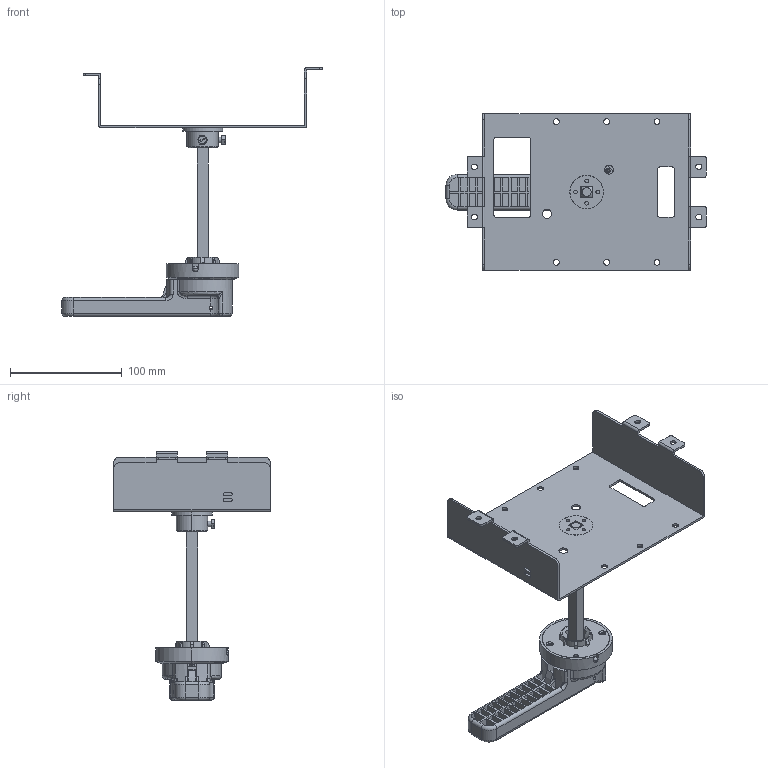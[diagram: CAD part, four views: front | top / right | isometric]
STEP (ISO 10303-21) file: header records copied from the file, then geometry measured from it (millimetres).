
FILE_DESCRIPTION((''),'2;1');
FILE_NAME('NM8-630_ASM','2021-06-28T14:20:19',('zhxmin'),(''),'CREO PARAMETRIC BY PTC INC, 2018020','CREO PARAMETRIC BY PTC INC, 2018020','');
FILE_SCHEMA(('CONFIG_CONTROL_DESIGN','SHAPE_APPEARANCE_LAYERS_GROUPS'));
Products named in the file (12): ____3WL8_024_897; WL8_200_024; 5X12____-5843; 5X12____-6450; PRT0001; PRT0042; PRT0040; PRT0039; PRT0041; PRT0038; NM8-630_1_ASM; NM8-630_ASM
Assembly tree (11 placements, depth 3):
  NM8-630_ASM
    NM8-630_1_ASM
      ____3WL8_024_897
      WL8_200_024
      5X12____-5843
      5X12____-6450
      PRT0001
      PRT0042
      PRT0040
      PRT0039
      PRT0041
      PRT0038
Bounding box: 233 x 140 x 222.8 mm (x, y, z)
Volume: 190025.3 mm3; surface area: 157400.6 mm2
Topology: 10 solids, 10 shells, 1116 faces, 3133 edges, 2065 vertices
Faces by surface type: plane 674, cylinder 290, bspline 71, cone 57, torus 17, sphere 6, extrusion 1
Entity records: 54332 total; most frequent: CARTESIAN_POINT 17746, ORIENTED_EDGE 6238, DIRECTION 5477, EDGE_CURVE 3119, VERTEX_POINT 2065, VECTOR 1903, LINE 1902, AXIS2_PLACEMENT_3D 1787
